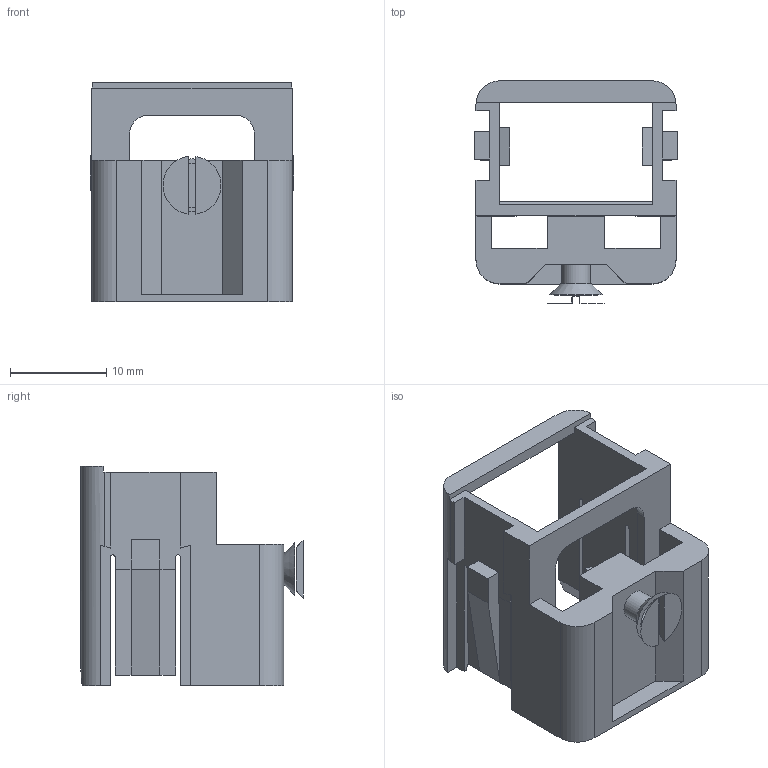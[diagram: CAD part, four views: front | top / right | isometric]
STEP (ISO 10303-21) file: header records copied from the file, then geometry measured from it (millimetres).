
FILE_DESCRIPTION(/* description */ (''),/* implementation_level */ '2;1');
FILE_NAME(/* name */ '100848362ugm000_a.stp',/* time_stamp */ '2019-09-03T07:46:03+02:00',/* author */ (''),/* organization */ (''),/* preprocessor_version */ 'ST-DEVELOPER v16.7',/* originating_system */ 'SIEMENS PLM Software NX 12.0',/* authorisation */ '');
FILE_SCHEMA (('AUTOMOTIVE_DESIGN { 1 0 10303 214 3 1 1 1 }'));
Length unit declared in the file: millimetre
Products named in the file (1): 100848362ugm000_a
Bounding box: 21.2 x 23.1 x 22.8 mm (x, y, z)
Volume: 2284.4 mm3; surface area: 3245 mm2
Topology: 1 solids, 1 shells, 212 faces, 671 edges, 560 vertices
Faces by surface type: plane 185, cylinder 21, extrusion 3, cone 3
Full cylindrical faces by diameter (mm): 0.35 x1, 0.5 x1, 3 x1
Entity records: 8510 total; most frequent: CARTESIAN_POINT 1611, ORIENTED_EDGE 1154, DIRECTION 1139, VECTOR 585, LINE 582, EDGE_CURVE 577, VERTEX_POINT 387, AXIS2_PLACEMENT_3D 277
